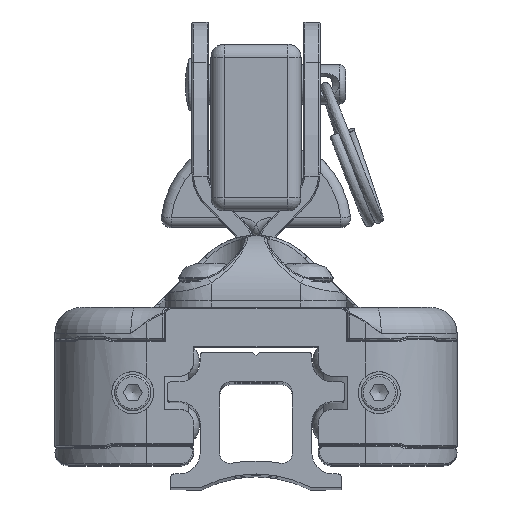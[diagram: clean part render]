
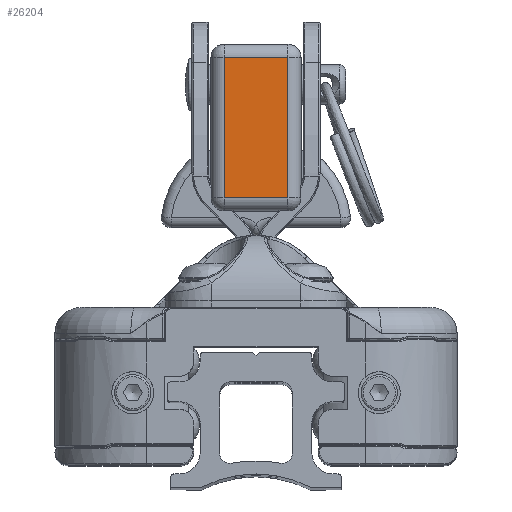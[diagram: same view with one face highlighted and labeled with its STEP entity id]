
A CAD part, top view. The second image highlights one B-rep face of the part: STEP entity #26204.
In plain terms, the highlighted planar face has unit normal (0, 0, 1).
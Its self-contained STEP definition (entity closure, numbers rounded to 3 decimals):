
#4249=FACE_OUTER_BOUND('',#5889,.T.);
#5889=EDGE_LOOP('',(#20976,#20977,#20978,#20979));
#7811=LINE('',#46835,#9417);
#7973=LINE('',#48157,#9579);
#7974=LINE('',#48159,#9580);
#7975=LINE('',#48160,#9581);
#9417=VECTOR('',#33914,10.);
#9579=VECTOR('',#34744,10.);
#9580=VECTOR('',#34745,10.);
#9581=VECTOR('',#34746,10.);
#11543=VERTEX_POINT('',#46832);
#11544=VERTEX_POINT('',#46834);
#11778=VERTEX_POINT('',#48156);
#11779=VERTEX_POINT('',#48158);
#14710=EDGE_CURVE('',#11543,#11544,#7811,.T.);
#15101=EDGE_CURVE('',#11778,#11543,#7973,.T.);
#15102=EDGE_CURVE('',#11778,#11779,#7974,.T.);
#15103=EDGE_CURVE('',#11544,#11779,#7975,.T.);
#20976=ORIENTED_EDGE('',*,*,#15101,.F.);
#20977=ORIENTED_EDGE('',*,*,#15102,.T.);
#20978=ORIENTED_EDGE('',*,*,#15103,.F.);
#20979=ORIENTED_EDGE('',*,*,#14710,.F.);
#25086=PLANE('',#28782);
#26204=ADVANCED_FACE('',(#4249),#25086,.T.);
#28782=AXIS2_PLACEMENT_3D('',#48155,#34742,#34743);
#33914=DIRECTION('',(-1.,0.,0.));
#34742=DIRECTION('center_axis',(0.,0.,
1.));
#34743=DIRECTION('ref_axis',(0.,-1.,0.));
#34744=DIRECTION('',(0.,-1.,0.));
#34745=DIRECTION('',(-1.,0.,0.));
#34746=DIRECTION('',(0.,1.,0.));
#46832=CARTESIAN_POINT('',(4.85,44.2,13.65));
#46834=CARTESIAN_POINT('',(-4.85,44.2,13.65));
#46835=CARTESIAN_POINT('',(0.,44.2,13.65));
#48155=CARTESIAN_POINT('Origin',(0.,65.6,13.65));
#48156=CARTESIAN_POINT('',(4.85,65.6,13.65));
#48157=CARTESIAN_POINT('',(4.85,59.951,13.65));
#48158=CARTESIAN_POINT('',(-4.85,65.6,13.65));
#48159=CARTESIAN_POINT('',(0.,65.6,13.65));
#48160=CARTESIAN_POINT('',(-4.85,59.951,13.65));
